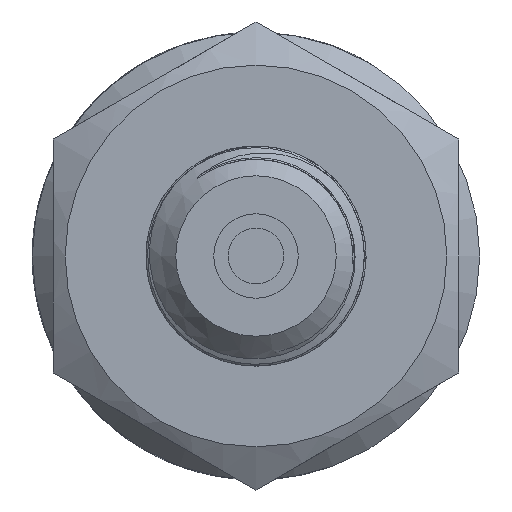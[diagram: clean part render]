
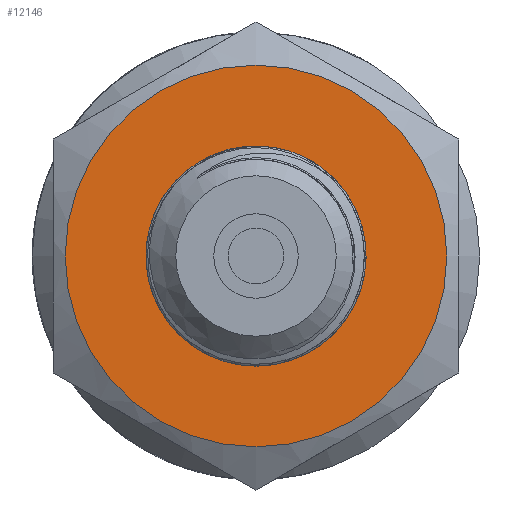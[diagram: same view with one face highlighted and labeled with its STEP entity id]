
A CAD part, left-side view. The second image highlights one B-rep face of the part: STEP entity #12146.
In plain terms, the highlighted planar face has unit normal (-1, 0, 0).
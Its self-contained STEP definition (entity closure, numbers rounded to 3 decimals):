
#1196=FACE_BOUND('',#3884,.T.);
#3170=FACE_OUTER_BOUND('',#3883,.T.);
#3883=EDGE_LOOP('',(#8173));
#3884=EDGE_LOOP('',(#8174));
#4638=CIRCLE('',#12928,11.3);
#4639=CIRCLE('',#12929,6.5);
#4923=VERTEX_POINT('',#16891);
#4924=VERTEX_POINT('',#16893);
#6218=EDGE_CURVE('',#4923,#4923,#4638,.T.);
#6219=EDGE_CURVE('',#4924,#4924,#4639,.T.);
#8173=ORIENTED_EDGE('',*,*,#6218,.T.);
#8174=ORIENTED_EDGE('',*,*,#6219,.T.);
#11884=PLANE('',#12927);
#12146=ADVANCED_FACE('',(#3170,#1196),#11884,.T.);
#12927=AXIS2_PLACEMENT_3D('',#16890,#13630,#13631);
#12928=AXIS2_PLACEMENT_3D('',#16892,#13632,#13633);
#12929=AXIS2_PLACEMENT_3D('',#16894,#13634,#13635);
#13630=DIRECTION('center_axis',(-1.,0.,0.));
#13631=DIRECTION('ref_axis',(0.,0.,1.));
#13632=DIRECTION('center_axis',(-1.,0.,0.));
#13633=DIRECTION('ref_axis',(0.,1.,0.));
#13634=DIRECTION('center_axis',(1.,0.,0.));
#13635=DIRECTION('ref_axis',(0.,0.,-1.));
#16890=CARTESIAN_POINT('Origin',(15.,12.,0.));
#16891=CARTESIAN_POINT('',(15.,-11.3,0.));
#16892=CARTESIAN_POINT('Origin',(15.,0.,0.));
#16893=CARTESIAN_POINT('',(15.,0.,6.5));
#16894=CARTESIAN_POINT('Origin',(15.,0.,0.));
